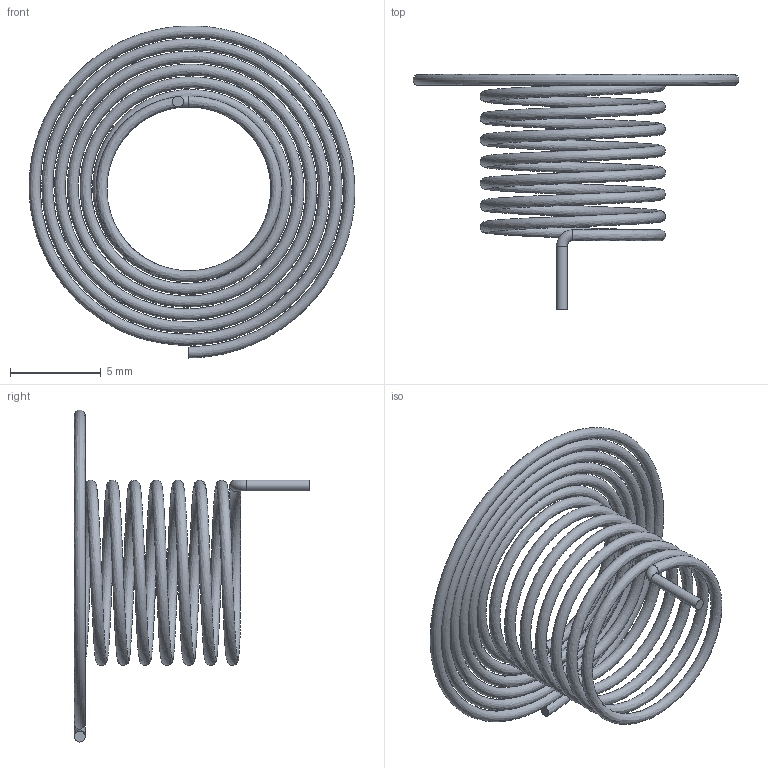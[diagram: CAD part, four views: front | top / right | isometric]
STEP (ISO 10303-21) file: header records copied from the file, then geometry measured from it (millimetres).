
FILE_DESCRIPTION(/* description */ (''),/* implementation_level */ '2;1');
FILE_NAME(/* name */ 'F20-13-10-0.6.step',/* time_stamp */ '2025-01-08T13:51:38+07:00',/* author */ ('Bitscat'),/* organization */ (''),/* preprocessor_version */ 'ST-DEVELOPER v19',/* originating_system */ 'Autodesk Inventor 2023',/* authorisation */ '');
FILE_SCHEMA (('AUTOMOTIVE_DESIGN { 1 0 10303 214 3 1 1 }'));
Length unit declared in the file: millimetre
Products named in the file (1): F20-13-10-0.6
Bounding box: 17.91 x 12.95 x 18.26 mm (x, y, z)
Volume: 138.8 mm3; surface area: 926.1 mm2
Topology: 1 solids, 1 shells, 8 faces, 15 edges, 9 vertices
Faces by surface type: plane 4, bspline 2, cylinder 1, torus 1
Full cylindrical faces by diameter (mm): 0.6 x1
Entity records: 3338 total; most frequent: CARTESIAN_POINT 3140, DIRECTION 33, ORIENTED_EDGE 30, AXIS2_PLACEMENT_3D 16, EDGE_CURVE 15, CIRCLE 9, VERTEX_POINT 9, FACE_OUTER_BOUND 8
